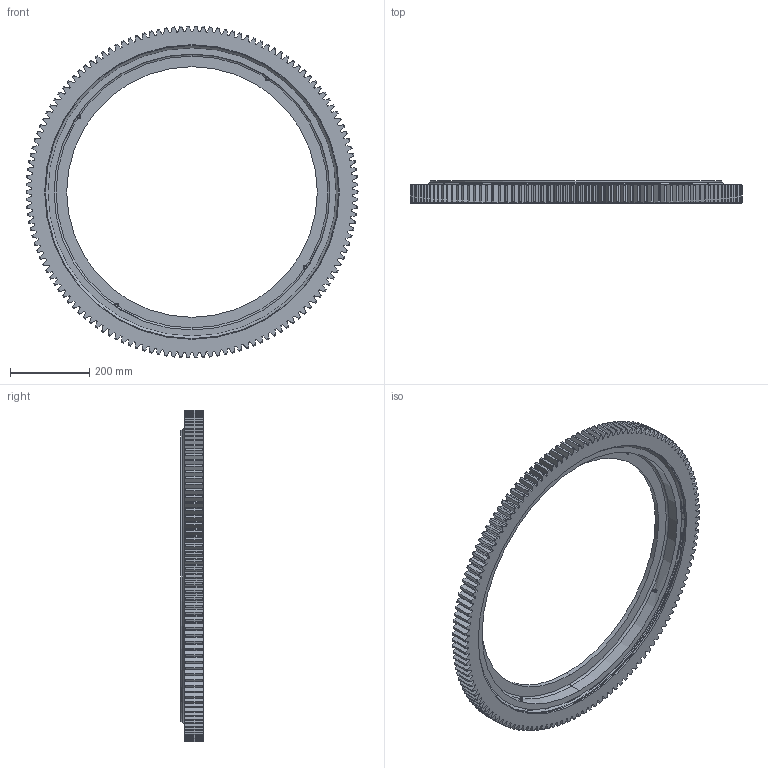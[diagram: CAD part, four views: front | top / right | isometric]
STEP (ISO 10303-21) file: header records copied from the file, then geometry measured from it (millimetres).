
FILE_DESCRIPTION (( 'STEP AP203' ), '1' );
FILE_NAME ('21-0741-00.STEP', '2017-12-27T14:51:54', ( 'defontaine' ), ( 'Hewlett-Packard Company' ), 'SwSTEP 2.0', 'SolidWorks 2016', '' );
FILE_SCHEMA (( 'CONFIG_CONTROL_DESIGN' ));
Length unit declared in the file: millimetre
Products named in the file (1): 21-0741-00
Bounding box: 840 x 56 x 839.89 mm (x, y, z)
Volume: 7043410.2 mm3; surface area: 1185639.2 mm2
Topology: 9 solids, 9 shells, 984 faces, 2818 edges, 1863 vertices
Faces by surface type: plane 329, cylinder 309, cone 308, torus 28, sphere 10
Entity records: 33480 total; most frequent: CARTESIAN_POINT 7828, ORIENTED_EDGE 5626, DIRECTION 5219, EDGE_CURVE 2813, AXIS2_PLACEMENT_3D 1989, VERTEX_POINT 1860, LINE 1241, VECTOR 1241
